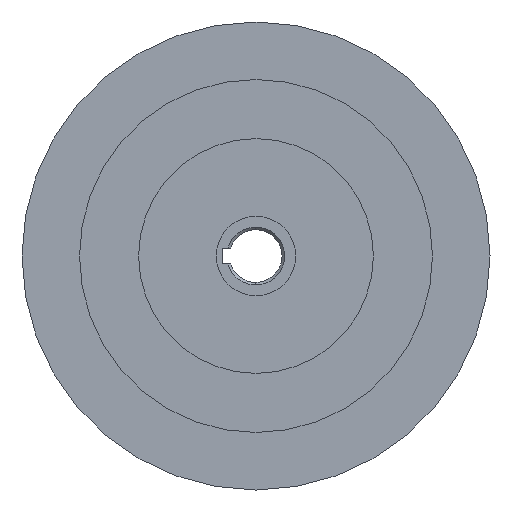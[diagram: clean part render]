
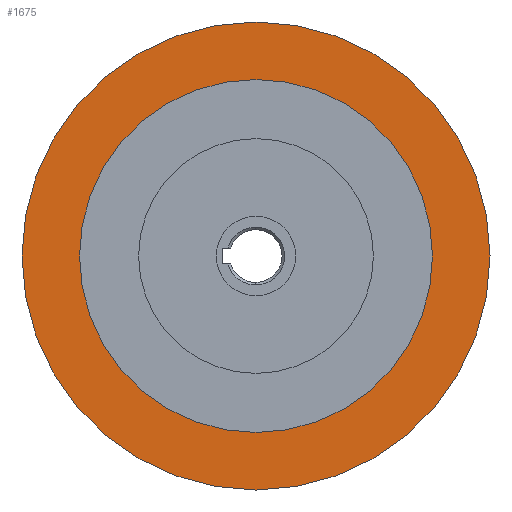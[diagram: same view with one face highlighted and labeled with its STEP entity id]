
A CAD part, left-side view. The second image highlights one B-rep face of the part: STEP entity #1675.
In plain terms, the highlighted planar face has unit normal (-1, 0, 0).
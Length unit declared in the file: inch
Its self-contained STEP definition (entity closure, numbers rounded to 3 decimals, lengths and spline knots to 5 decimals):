
#30 = AXIS2_PLACEMENT_3D ( 'NONE', #1862, #1810, #1909 ) ;
#43 = EDGE_LOOP ( 'NONE', ( #1895, #1587 ) ) ;
#70 = PLANE ( 'NONE',  #30 ) ;
#107 = DIRECTION ( 'NONE',  ( 0., 0., -1. ) ) ;
#110 = DIRECTION ( 'NONE',  ( 1., 0., 0. ) ) ;
#111 = CARTESIAN_POINT ( 'NONE',  ( -1.549, 0., 0. ) ) ;
#116 = DIRECTION ( 'NONE',  ( 0., 0., -1. ) ) ;
#117 = CARTESIAN_POINT ( 'NONE',  ( -1.549, 0., 0. ) ) ;
#118 = DIRECTION ( 'NONE',  ( 1., 0., 0. ) ) ;
#132 = FACE_OUTER_BOUND ( 'NONE', #43, .T. ) ;
#138 = VERTEX_POINT ( 'NONE', #1034 ) ;
#139 = CIRCLE ( 'NONE', #522, 3.5 ) ;
#312 = DIRECTION ( 'NONE',  ( 0., 0., -1. ) ) ;
#315 = DIRECTION ( 'NONE',  ( 1., 0., 0. ) ) ;
#316 = CARTESIAN_POINT ( 'NONE',  ( -1.549, 0., 0. ) ) ;
#328 = DIRECTION ( 'NONE',  ( 0., 0., -1. ) ) ;
#330 = DIRECTION ( 'NONE',  ( 1., 0., 0. ) ) ;
#331 = CARTESIAN_POINT ( 'NONE',  ( -1.549, 0., 0. ) ) ;
#409 = AXIS2_PLACEMENT_3D ( 'NONE', #111, #110, #107 ) ;
#413 = AXIS2_PLACEMENT_3D ( 'NONE', #117, #118, #116 ) ;
#435 = ORIENTED_EDGE ( 'NONE', *, *, #1302, .T. ) ;
#522 = AXIS2_PLACEMENT_3D ( 'NONE', #316, #315, #312 ) ;
#531 = AXIS2_PLACEMENT_3D ( 'NONE', #331, #330, #328 ) ;
#939 = ORIENTED_EDGE ( 'NONE', *, *, #1207, .T. ) ;
#1034 = CARTESIAN_POINT ( 'NONE',  ( -1.549, 0., -3.5 ) ) ;
#1074 = CARTESIAN_POINT ( 'NONE',  ( -1.549, 0., 3.5 ) ) ;
#1149 = FACE_BOUND ( 'NONE', #1445, .T. ) ;
#1153 = CIRCLE ( 'NONE', #531, 2.64 ) ;
#1203 = CARTESIAN_POINT ( 'NONE',  ( -1.549, 0., 2.64 ) ) ;
#1207 = EDGE_CURVE ( 'NONE', #1547, #1835, #1153, .T. ) ;
#1214 = EDGE_CURVE ( 'NONE', #138, #1549, #139, .T. ) ;
#1297 = EDGE_CURVE ( 'NONE', #1549, #138, #1536, .T. ) ;
#1302 = EDGE_CURVE ( 'NONE', #1835, #1547, #1508, .T. ) ;
#1445 = EDGE_LOOP ( 'NONE', ( #939, #435 ) ) ;
#1508 = CIRCLE ( 'NONE', #409, 2.64 ) ;
#1536 = CIRCLE ( 'NONE', #413, 3.5 ) ;
#1547 = VERTEX_POINT ( 'NONE', #1876 ) ;
#1549 = VERTEX_POINT ( 'NONE', #1074 ) ;
#1587 = ORIENTED_EDGE ( 'NONE', *, *, #1297, .F. ) ;
#1675 = ADVANCED_FACE ( 'NONE', ( #1149, #132 ), #70, .T. ) ;
#1810 = DIRECTION ( 'NONE',  ( -1., 0., 0. ) ) ;
#1835 = VERTEX_POINT ( 'NONE', #1203 ) ;
#1862 = CARTESIAN_POINT ( 'NONE',  ( -1.549, 3.5, 0. ) ) ;
#1876 = CARTESIAN_POINT ( 'NONE',  ( -1.549, 0., -2.64 ) ) ;
#1895 = ORIENTED_EDGE ( 'NONE', *, *, #1214, .F. ) ;
#1909 = DIRECTION ( 'NONE',  ( 0., 0., 1. ) ) ;
